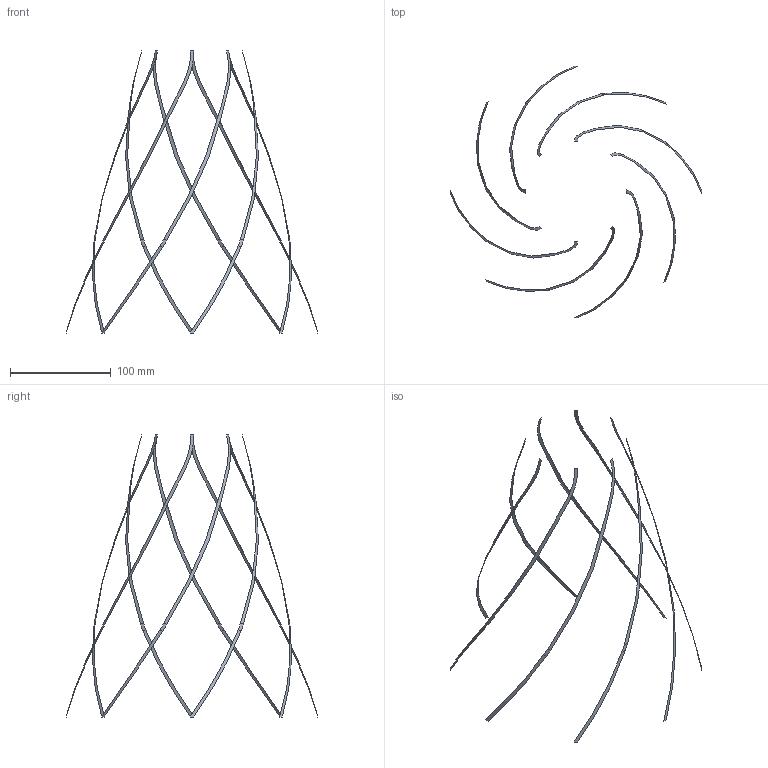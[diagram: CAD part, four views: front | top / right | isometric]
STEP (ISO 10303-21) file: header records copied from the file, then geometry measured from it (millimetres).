
FILE_DESCRIPTION(('CATIA V5 STEP Exchange'),'2;1');
FILE_NAME('H1.stp','2021-11-27T10:53:51+00:00',('none'),('none'),'CATIA Version 5 Release 21 GA (IN-10)','CATIA V5 STEP AP203','none');
FILE_SCHEMA(('CONFIG_CONTROL_DESIGN'));
Length unit declared in the file: millimetre
Products named in the file (1): Cone_Uncutted
Bounding box: 249.97 x 249.97 x 280 mm (x, y, z)
Surface area: 8297.6 mm2 (no closed solid volume)
Topology: 0 solids, 8 shells, 24 faces, 80 edges, 64 vertices
Faces by surface type: bspline 24
Entity records: 2544 total; most frequent: CARTESIAN_POINT 2065, ORIENTED_EDGE 96, B_SPLINE_CURVE_WITH_KNOTS 80, EDGE_CURVE 80, VERTEX_POINT 64, ADVANCED_FACE 24, B_SPLINE_SURFACE_WITH_KNOTS 24, EDGE_LOOP 24
